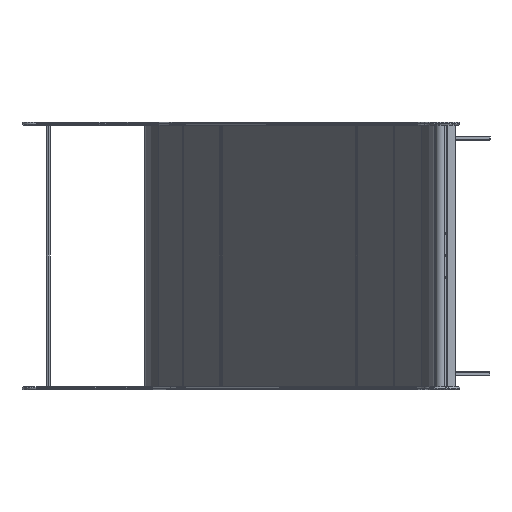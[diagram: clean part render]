
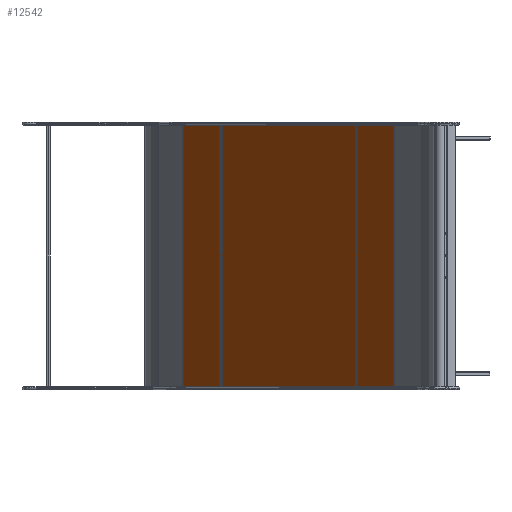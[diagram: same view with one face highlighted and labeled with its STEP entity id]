
A CAD part, left-side view. The second image highlights one B-rep face of the part: STEP entity #12542.
In plain terms, the highlighted face is planar.
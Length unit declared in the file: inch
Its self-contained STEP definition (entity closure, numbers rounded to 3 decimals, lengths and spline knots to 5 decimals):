
#131 = DIRECTION ( 'NONE',  ( -1., 0., 0. ) ) ;
#772 = LINE ( 'NONE', #13180, #28481 ) ;
#1787 = CARTESIAN_POINT ( 'NONE',  ( 0., 0., 0. ) ) ;
#1985 = DIRECTION ( 'NONE',  ( 0., 0., 1. ) ) ;
#5752 = EDGE_CURVE ( 'NONE', #18930, #30534, #8877, .T. ) ;
#8709 = VECTOR ( 'NONE', #131, 39.37008 ) ;
#8842 = VERTEX_POINT ( 'NONE', #10898 ) ;
#8868 = CARTESIAN_POINT ( 'NONE',  ( 44.8622, 0., 71.8622 ) ) ;
#8877 = LINE ( 'NONE', #34762, #12584 ) ;
#10022 = LINE ( 'NONE', #30400, #36218 ) ;
#10898 = CARTESIAN_POINT ( 'NONE',  ( -44.8622, 0., -71.8622 ) ) ;
#11986 = EDGE_CURVE ( 'NONE', #33077, #8842, #35659, .T. ) ;
#12349 = ORIENTED_EDGE ( 'NONE', *, *, #27994, .T. ) ;
#12542 = ADVANCED_FACE ( 'NONE', ( #34395 ), #28588, .T. ) ;
#12584 = VECTOR ( 'NONE', #14332, 39.37008 ) ;
#13180 = CARTESIAN_POINT ( 'NONE',  ( -44.8622, 0., -71.91236 ) ) ;
#14332 = DIRECTION ( 'NONE',  ( 1., 0., 0. ) ) ;
#16224 = DIRECTION ( 'NONE',  ( 0., 0., -1. ) ) ;
#18591 = CARTESIAN_POINT ( 'NONE',  ( -44.8622, 0., 71.8622 ) ) ;
#18648 = EDGE_CURVE ( 'NONE', #8842, #18930, #772, .T. ) ;
#18930 = VERTEX_POINT ( 'NONE', #18591 ) ;
#19253 = EDGE_LOOP ( 'NONE', ( #37972, #26323, #12349, #27987 ) ) ;
#19845 = DIRECTION ( 'NONE',  ( 0., 1., 0. ) ) ;
#24205 = CARTESIAN_POINT ( 'NONE',  ( 44.91236, 0., -71.8622 ) ) ;
#26323 = ORIENTED_EDGE ( 'NONE', *, *, #5752, .T. ) ;
#27760 = DIRECTION ( 'NONE',  ( 0., 0., 1. ) ) ;
#27987 = ORIENTED_EDGE ( 'NONE', *, *, #11986, .T. ) ;
#27994 = EDGE_CURVE ( 'NONE', #30534, #33077, #10022, .T. ) ;
#28481 = VECTOR ( 'NONE', #27760, 39.37008 ) ;
#28588 = PLANE ( 'NONE',  #34788 ) ;
#29592 = CARTESIAN_POINT ( 'NONE',  ( 44.8622, 0., -71.8622 ) ) ;
#30400 = CARTESIAN_POINT ( 'NONE',  ( 44.8622, 0., 71.91236 ) ) ;
#30534 = VERTEX_POINT ( 'NONE', #8868 ) ;
#33077 = VERTEX_POINT ( 'NONE', #29592 ) ;
#34395 = FACE_OUTER_BOUND ( 'NONE', #19253, .T. ) ;
#34762 = CARTESIAN_POINT ( 'NONE',  ( -44.91236, 0., 71.8622 ) ) ;
#34788 = AXIS2_PLACEMENT_3D ( 'NONE', #1787, #19845, #1985 ) ;
#35659 = LINE ( 'NONE', #24205, #8709 ) ;
#36218 = VECTOR ( 'NONE', #16224, 39.37008 ) ;
#37972 = ORIENTED_EDGE ( 'NONE', *, *, #18648, .T. ) ;
